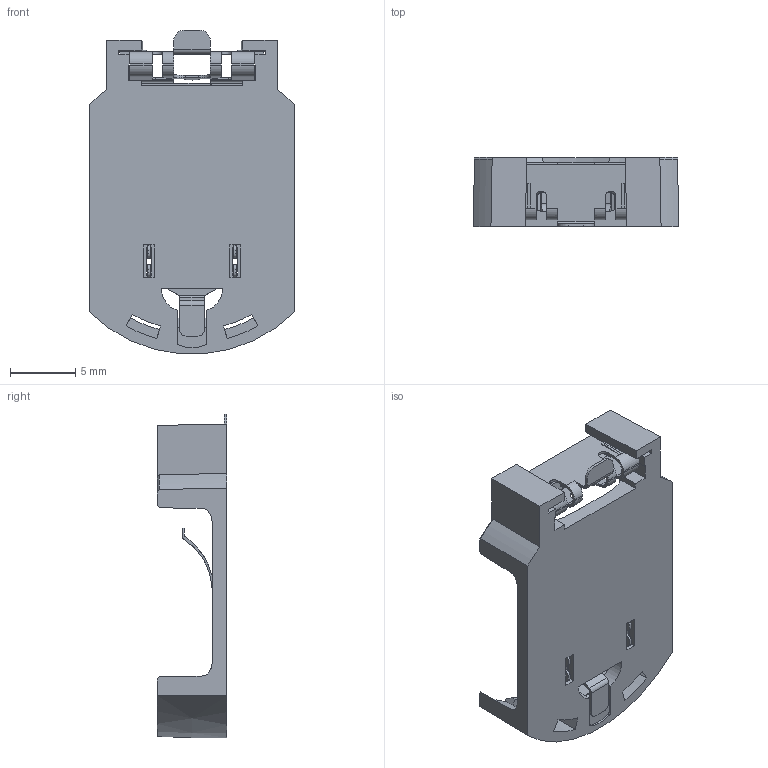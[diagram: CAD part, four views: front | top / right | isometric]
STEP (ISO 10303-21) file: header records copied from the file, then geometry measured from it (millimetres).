
FILE_DESCRIPTION(('STEP AP242'),'1');
FILE_NAME('s8421-45r.stp','2024-01-25T10:19:04',('TraceParts'),('TraceParts S.A.'),'Spatial InterOp 3D',' ',' ');
FILE_SCHEMA(('AP242_MANAGED_MODEL_BASED_3D_ENGINEERING_MIM_LF {1 0 10303 442 1 1 4}'));
Length unit declared in the file: millimetre
Products named in the file (1): s8421-45r_1
Bounding box: 15.7 x 5.3 x 24.71 mm (x, y, z)
Volume: 474.2 mm3; surface area: 1402.5 mm2
Topology: 13 solids, 13 shells, 461 faces, 1218 edges, 775 vertices
Faces by surface type: plane 321, cylinder 117, cone 11, torus 6, bspline 4, extrusion 2
Entity records: 20689 total; most frequent: CARTESIAN_POINT 2941, ORIENTED_EDGE 2436, DIRECTION 2354, STYLED_ITEM 1230, PRESENTATION_STYLE_ASSIGNMENT 1230, COLOUR_RGB 1230, EDGE_CURVE 1218, CURVE_STYLE 1217
